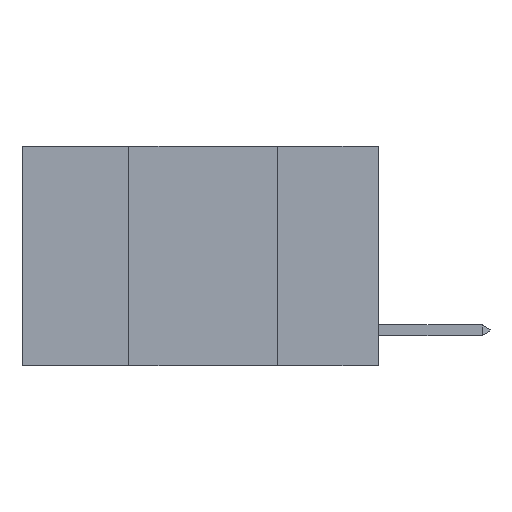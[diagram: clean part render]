
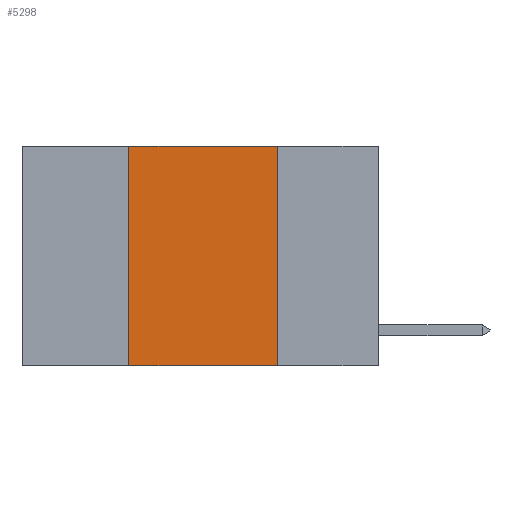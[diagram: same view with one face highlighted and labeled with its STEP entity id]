
A CAD part, left-side view. The second image highlights one B-rep face of the part: STEP entity #5298.
In plain terms, the highlighted planar face has unit normal (-1, 0, 0).
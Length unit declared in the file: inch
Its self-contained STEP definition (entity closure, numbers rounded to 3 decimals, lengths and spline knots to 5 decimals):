
#486 = LINE ( 'NONE', #25550, #3828 ) ;
#2154 = CARTESIAN_POINT ( 'NONE',  ( 0., 0.6, -0.37 ) ) ;
#2918 = AXIS2_PLACEMENT_3D ( 'NONE', #8194, #5646, #17367 ) ;
#3828 = VECTOR ( 'NONE', #23288, 39.37008 ) ;
#5298 = ADVANCED_FACE ( 'NONE', ( #19303 ), #8046, .F. ) ;
#5646 = DIRECTION ( 'NONE',  ( 1., 0., 0. ) ) ;
#6911 = LINE ( 'NONE', #16055, #21813 ) ;
#8046 = PLANE ( 'NONE',  #2918 ) ;
#8194 = CARTESIAN_POINT ( 'NONE',  ( 0., 0.6, 0. ) ) ;
#10062 = ORIENTED_EDGE ( 'NONE', *, *, #29498, .F. ) ;
#10507 = ORIENTED_EDGE ( 'NONE', *, *, #12344, .T. ) ;
#11258 = VERTEX_POINT ( 'NONE', #26460 ) ;
#12344 = EDGE_CURVE ( 'NONE', #19914, #19406, #24679, .T. ) ;
#12697 = LINE ( 'NONE', #21023, #15097 ) ;
#14818 = CARTESIAN_POINT ( 'NONE',  ( 0., 0.17, -0.37 ) ) ;
#15097 = VECTOR ( 'NONE', #18768, 39.37008 ) ;
#16036 = CARTESIAN_POINT ( 'NONE',  ( 0., 0.17, 0. ) ) ;
#16055 = CARTESIAN_POINT ( 'NONE',  ( 0., 0.17, 0. ) ) ;
#17162 = CARTESIAN_POINT ( 'NONE',  ( 0., 0.42, -0.37 ) ) ;
#17367 = DIRECTION ( 'NONE',  ( 0., 0., -1. ) ) ;
#18768 = DIRECTION ( 'NONE',  ( 0., 0., 1. ) ) ;
#19303 = FACE_OUTER_BOUND ( 'NONE', #21657, .T. ) ;
#19406 = VERTEX_POINT ( 'NONE', #14818 ) ;
#19914 = VERTEX_POINT ( 'NONE', #17162 ) ;
#20494 = DIRECTION ( 'NONE',  ( 0., -1., 0. ) ) ;
#21023 = CARTESIAN_POINT ( 'NONE',  ( 0., 0.42, 0. ) ) ;
#21244 = ORIENTED_EDGE ( 'NONE', *, *, #24901, .F. ) ;
#21657 = EDGE_LOOP ( 'NONE', ( #24552, #21244, #10062, #10507 ) ) ;
#21813 = VECTOR ( 'NONE', #25201, 39.37008 ) ;
#23288 = DIRECTION ( 'NONE',  ( 0., -1., 0. ) ) ;
#23750 = VECTOR ( 'NONE', #20494, 39.37008 ) ;
#24552 = ORIENTED_EDGE ( 'NONE', *, *, #29379, .F. ) ;
#24679 = LINE ( 'NONE', #2154, #23750 ) ;
#24901 = EDGE_CURVE ( 'NONE', #11258, #25793, #486, .T. ) ;
#25201 = DIRECTION ( 'NONE',  ( 0., 0., -1. ) ) ;
#25550 = CARTESIAN_POINT ( 'NONE',  ( 0., 0.6, 0. ) ) ;
#25793 = VERTEX_POINT ( 'NONE', #16036 ) ;
#26460 = CARTESIAN_POINT ( 'NONE',  ( 0., 0.42, 0. ) ) ;
#29379 = EDGE_CURVE ( 'NONE', #25793, #19406, #6911, .T. ) ;
#29498 = EDGE_CURVE ( 'NONE', #19914, #11258, #12697, .T. ) ;
